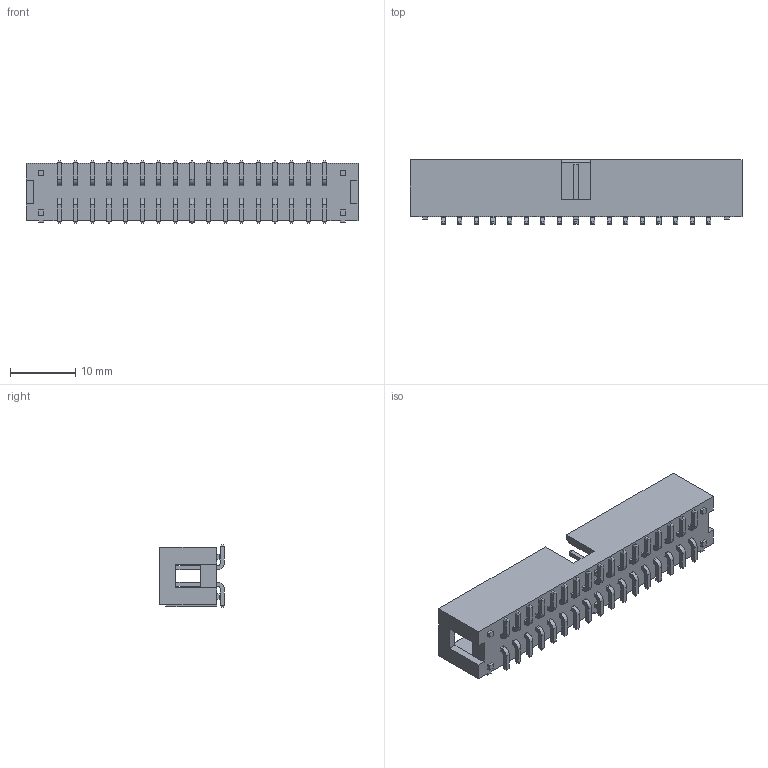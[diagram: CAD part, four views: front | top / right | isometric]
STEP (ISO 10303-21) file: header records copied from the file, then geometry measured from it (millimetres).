
FILE_DESCRIPTION (( 'STEP AP203' ), '1' );
FILE_NAME ('CH8734xM100.STEP', '2018-08-14T00:59:28', ( '' ), ( '' ), 'SwSTEP 2.0', 'SolidWorks 2017', '' );
FILE_SCHEMA (( 'CONFIG_CONTROL_DESIGN' ));
Length unit declared in the file: millimetre
Products named in the file (3): CH87 BASE_34; SMT TYPE P; CH8734xM100
Assembly tree (35 placements, depth 2):
  CH8734xM100
    CH87 BASE_34
    SMT TYPE P  x34
Bounding box: 50.8 x 9.9 x 9.6 mm (x, y, z)
Volume: 1991.1 mm3; surface area: 3798.5 mm2
Topology: 35 solids, 35 shells, 817 faces, 1955 edges, 1210 vertices
Faces by surface type: plane 749, cylinder 68
Entity records: 8590 total; most frequent: CARTESIAN_POINT 1314, ORIENTED_EDGE 1270, DIRECTION 1161, EDGE_CURVE 635, LINE 631, VECTOR 631, VERTEX_POINT 418, EDGE_LOOP 297
